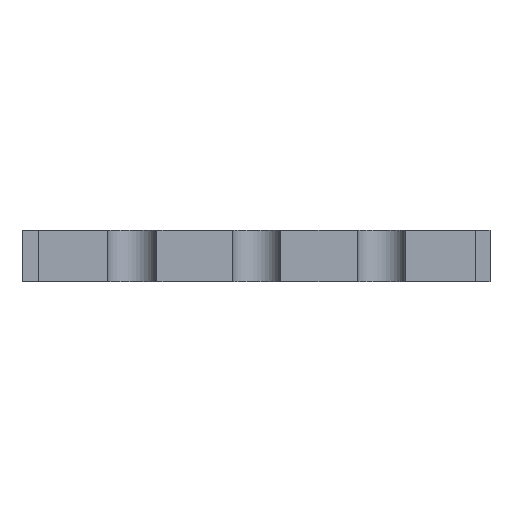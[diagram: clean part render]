
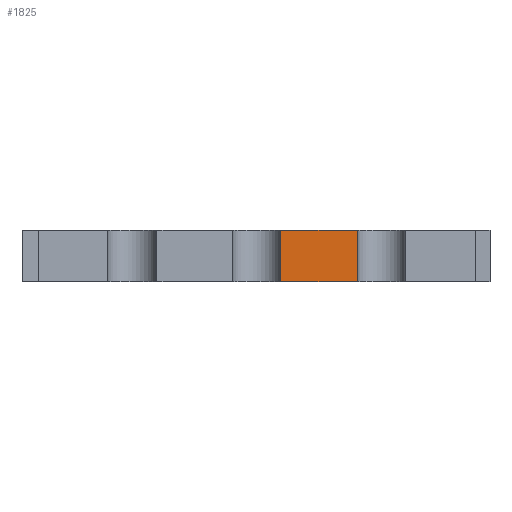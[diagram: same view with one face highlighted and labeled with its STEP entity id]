
A CAD part, front view. The second image highlights one B-rep face of the part: STEP entity #1825.
In plain terms, the highlighted planar face has unit normal (0, -1, 0).
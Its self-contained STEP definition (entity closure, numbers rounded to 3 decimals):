
#83 = PLANE('',#84);
#84 = AXIS2_PLACEMENT_3D('',#85,#86,#87);
#85 = CARTESIAN_POINT('',(0.009,0.05,0.8));
#86 = DIRECTION('',(-0.,-0.,-1.));
#87 = DIRECTION('',(-1.,0.,0.));
#137 = PLANE('',#138);
#138 = AXIS2_PLACEMENT_3D('',#139,#140,#141);
#139 = CARTESIAN_POINT('',(0.009,0.05,0.));
#140 = DIRECTION('',(-0.,-0.,-1.));
#141 = DIRECTION('',(-1.,0.,0.));
#527 = VERTEX_POINT('',#528);
#528 = CARTESIAN_POINT('',(1.564,-9.51,0.));
#547 = CYLINDRICAL_SURFACE('',#548,0.375);
#548 = AXIS2_PLACEMENT_3D('',#549,#550,#551);
#549 = CARTESIAN_POINT('',(1.934,-9.451,-0.4));
#550 = DIRECTION('',(0.,0.,1.));
#551 = DIRECTION('',(1.,0.,-0.));
#559 = EDGE_CURVE('',#527,#560,#562,.T.);
#560 = VERTEX_POINT('',#561);
#561 = CARTESIAN_POINT('',(0.38,-9.51,0.));
#562 = SURFACE_CURVE('',#563,(#567,#574),.PCURVE_S1.);
#563 = LINE('',#564,#565);
#564 = CARTESIAN_POINT('',(3.39,-9.51,0.));
#565 = VECTOR('',#566,1.);
#566 = DIRECTION('',(-1.,0.,0.));
#567 = PCURVE('',#137,#568);
#568 = DEFINITIONAL_REPRESENTATION('',(#569),#573);
#569 = LINE('',#570,#571);
#570 = CARTESIAN_POINT('',(-3.381,-9.56));
#571 = VECTOR('',#572,1.);
#572 = DIRECTION('',(1.,0.));
#573 = ( GEOMETRIC_REPRESENTATION_CONTEXT(2) 
PARAMETRIC_REPRESENTATION_CONTEXT() REPRESENTATION_CONTEXT('2D SPACE',''
  ) );
#574 = PCURVE('',#575,#580);
#575 = PLANE('',#576);
#576 = AXIS2_PLACEMENT_3D('',#577,#578,#579);
#577 = CARTESIAN_POINT('',(3.39,-9.51,0.));
#578 = DIRECTION('',(0.,-1.,0.));
#579 = DIRECTION('',(-1.,0.,0.));
#580 = DEFINITIONAL_REPRESENTATION('',(#581),#585);
#581 = LINE('',#582,#583);
#582 = CARTESIAN_POINT('',(0.,-0.));
#583 = VECTOR('',#584,1.);
#584 = DIRECTION('',(1.,0.));
#585 = ( GEOMETRIC_REPRESENTATION_CONTEXT(2) 
PARAMETRIC_REPRESENTATION_CONTEXT() REPRESENTATION_CONTEXT('2D SPACE',''
  ) );
#608 = CYLINDRICAL_SURFACE('',#609,0.375);
#609 = AXIS2_PLACEMENT_3D('',#610,#611,#612);
#610 = CARTESIAN_POINT('',(0.01,-9.451,-0.4));
#611 = DIRECTION('',(0.,0.,1.));
#612 = DIRECTION('',(1.,0.,-0.));
#1165 = VERTEX_POINT('',#1166);
#1166 = CARTESIAN_POINT('',(1.564,-9.51,0.8));
#1192 = EDGE_CURVE('',#1165,#1193,#1195,.T.);
#1193 = VERTEX_POINT('',#1194);
#1194 = CARTESIAN_POINT('',(0.38,-9.51,0.8));
#1195 = SURFACE_CURVE('',#1196,(#1200,#1207),.PCURVE_S1.);
#1196 = LINE('',#1197,#1198);
#1197 = CARTESIAN_POINT('',(3.39,-9.51,0.8));
#1198 = VECTOR('',#1199,1.);
#1199 = DIRECTION('',(-1.,0.,0.));
#1200 = PCURVE('',#83,#1201);
#1201 = DEFINITIONAL_REPRESENTATION('',(#1202),#1206);
#1202 = LINE('',#1203,#1204);
#1203 = CARTESIAN_POINT('',(-3.381,-9.56));
#1204 = VECTOR('',#1205,1.);
#1205 = DIRECTION('',(1.,0.));
#1206 = ( GEOMETRIC_REPRESENTATION_CONTEXT(2) 
PARAMETRIC_REPRESENTATION_CONTEXT() REPRESENTATION_CONTEXT('2D SPACE',''
  ) );
#1207 = PCURVE('',#575,#1208);
#1208 = DEFINITIONAL_REPRESENTATION('',(#1209),#1213);
#1209 = LINE('',#1210,#1211);
#1210 = CARTESIAN_POINT('',(0.,-0.8));
#1211 = VECTOR('',#1212,1.);
#1212 = DIRECTION('',(1.,0.));
#1213 = ( GEOMETRIC_REPRESENTATION_CONTEXT(2) 
PARAMETRIC_REPRESENTATION_CONTEXT() REPRESENTATION_CONTEXT('2D SPACE',''
  ) );
#1806 = EDGE_CURVE('',#560,#1193,#1807,.T.);
#1807 = SURFACE_CURVE('',#1808,(#1812,#1818),.PCURVE_S1.);
#1808 = LINE('',#1809,#1810);
#1809 = CARTESIAN_POINT('',(0.38,-9.51,-0.4));
#1810 = VECTOR('',#1811,1.);
#1811 = DIRECTION('',(0.,0.,1.));
#1812 = PCURVE('',#608,#1813);
#1813 = DEFINITIONAL_REPRESENTATION('',(#1814),#1817);
#1814 = B_SPLINE_CURVE_WITH_KNOTS('',1,(#1815,#1816),.UNSPECIFIED.,.F.,
  .F.,(2,2),(0.32,1.28),.PIECEWISE_BEZIER_KNOTS.);
#1815 = CARTESIAN_POINT('',(6.125,0.32));
#1816 = CARTESIAN_POINT('',(6.125,1.28));
#1817 = ( GEOMETRIC_REPRESENTATION_CONTEXT(2) 
PARAMETRIC_REPRESENTATION_CONTEXT() REPRESENTATION_CONTEXT('2D SPACE',''
  ) );
#1818 = PCURVE('',#575,#1819);
#1819 = DEFINITIONAL_REPRESENTATION('',(#1820),#1823);
#1820 = B_SPLINE_CURVE_WITH_KNOTS('',1,(#1821,#1822),.UNSPECIFIED.,.F.,
  .F.,(2,2),(0.32,1.28),.PIECEWISE_BEZIER_KNOTS.);
#1821 = CARTESIAN_POINT('',(3.01,0.08));
#1822 = CARTESIAN_POINT('',(3.01,-0.88));
#1823 = ( GEOMETRIC_REPRESENTATION_CONTEXT(2) 
PARAMETRIC_REPRESENTATION_CONTEXT() REPRESENTATION_CONTEXT('2D SPACE',''
  ) );
#1825 = ADVANCED_FACE('',(#1826),#575,.T.);
#1826 = FACE_BOUND('',#1827,.T.);
#1827 = EDGE_LOOP('',(#1828,#1829,#1848,#1849));
#1828 = ORIENTED_EDGE('',*,*,#559,.F.);
#1829 = ORIENTED_EDGE('',*,*,#1830,.T.);
#1830 = EDGE_CURVE('',#527,#1165,#1831,.T.);
#1831 = SURFACE_CURVE('',#1832,(#1836,#1842),.PCURVE_S1.);
#1832 = LINE('',#1833,#1834);
#1833 = CARTESIAN_POINT('',(1.564,-9.51,-0.4));
#1834 = VECTOR('',#1835,1.);
#1835 = DIRECTION('',(0.,0.,1.));
#1836 = PCURVE('',#575,#1837);
#1837 = DEFINITIONAL_REPRESENTATION('',(#1838),#1841);
#1838 = B_SPLINE_CURVE_WITH_KNOTS('',1,(#1839,#1840),.UNSPECIFIED.,.F.,
  .F.,(2,2),(0.32,1.28),.PIECEWISE_BEZIER_KNOTS.);
#1839 = CARTESIAN_POINT('',(1.826,0.08));
#1840 = CARTESIAN_POINT('',(1.826,-0.88));
#1841 = ( GEOMETRIC_REPRESENTATION_CONTEXT(2) 
PARAMETRIC_REPRESENTATION_CONTEXT() REPRESENTATION_CONTEXT('2D SPACE',''
  ) );
#1842 = PCURVE('',#547,#1843);
#1843 = DEFINITIONAL_REPRESENTATION('',(#1844),#1847);
#1844 = B_SPLINE_CURVE_WITH_KNOTS('',1,(#1845,#1846),.UNSPECIFIED.,.F.,
  .F.,(2,2),(0.32,1.28),.PIECEWISE_BEZIER_KNOTS.);
#1845 = CARTESIAN_POINT('',(3.3,0.32));
#1846 = CARTESIAN_POINT('',(3.3,1.28));
#1847 = ( GEOMETRIC_REPRESENTATION_CONTEXT(2) 
PARAMETRIC_REPRESENTATION_CONTEXT() REPRESENTATION_CONTEXT('2D SPACE',''
  ) );
#1848 = ORIENTED_EDGE('',*,*,#1192,.T.);
#1849 = ORIENTED_EDGE('',*,*,#1806,.F.);
